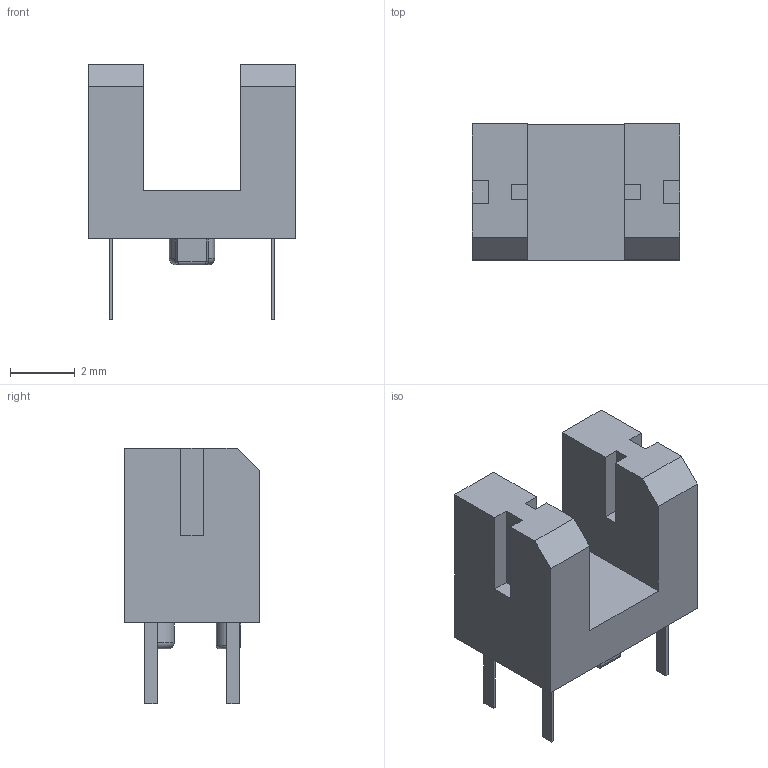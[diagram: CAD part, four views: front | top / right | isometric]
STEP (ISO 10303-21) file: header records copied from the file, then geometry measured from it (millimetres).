
FILE_DESCRIPTION (( 'STEP AP214' ), '1' );
FILE_NAME ('ZGY20403.STEP', '2019-12-05T14:54:48', ( 'Elessar' ), ( '' ), 'SwSTEP 2.0', 'SolidWorks 2018', '' );
FILE_SCHEMA (( 'AUTOMOTIVE_DESIGN' ));
Length unit declared in the file: millimetre
Products named in the file (1): ZGY20403
Bounding box: 6.4 x 4.2 x 7.9 mm (x, y, z)
Volume: 86.8 mm3; surface area: 216.1 mm2
Topology: 1 solids, 1 shells, 95 faces, 250 edges, 164 vertices
Faces by surface type: plane 75, cylinder 14, torus 6
Entity records: 3186 total; most frequent: CARTESIAN_POINT 562, ORIENTED_EDGE 500, DIRECTION 468, EDGE_CURVE 250, VECTOR 212, LINE 212, VERTEX_POINT 164, AXIS2_PLACEMENT_3D 128
